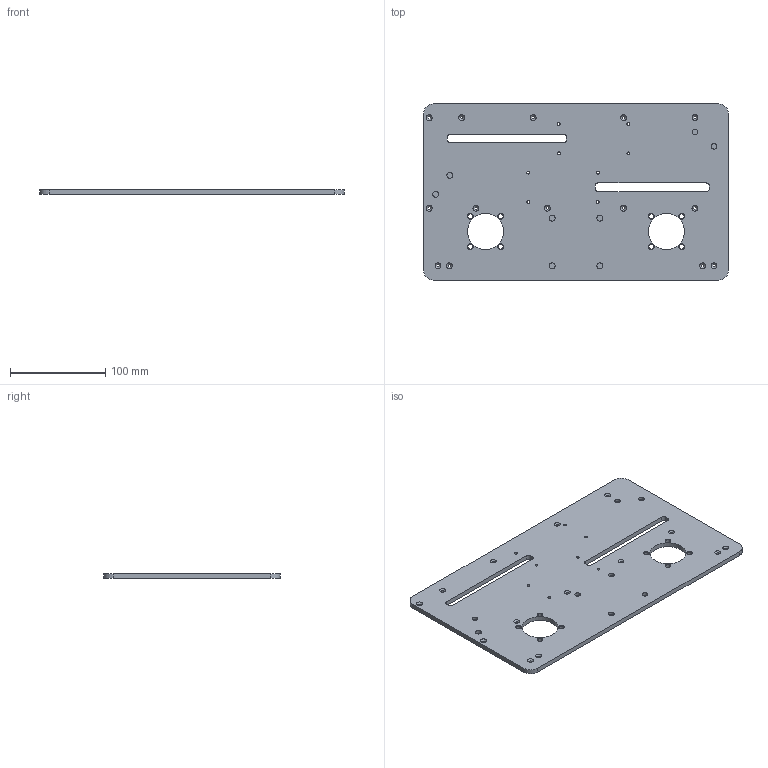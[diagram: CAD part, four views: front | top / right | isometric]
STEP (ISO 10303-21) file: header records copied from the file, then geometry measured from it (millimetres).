
FILE_DESCRIPTION (( 'STEP AP214' ), '1' );
FILE_NAME ('Table.STEP', '2018-11-26T11:18:16', ( '' ), ( '' ), 'SwSTEP 2.0', 'SolidWorks 2016', '' );
FILE_SCHEMA (( 'AUTOMOTIVE_DESIGN' ));
Length unit declared in the file: millimetre
Products named in the file (1): Table
Bounding box: 320 x 185 x 5 mm (x, y, z)
Volume: 270623.9 mm3; surface area: 119398.8 mm2
Topology: 1 solids, 1 shells, 174 faces, 432 edges, 268 vertices
Faces by surface type: cylinder 92, cone 60, plane 22
Entity records: 5390 total; most frequent: DIRECTION 1026, CARTESIAN_POINT 875, ORIENTED_EDGE 864, EDGE_CURVE 432, AXIS2_PLACEMENT_3D 419, VERTEX_POINT 268, EDGE_LOOP 250, CIRCLE 244
